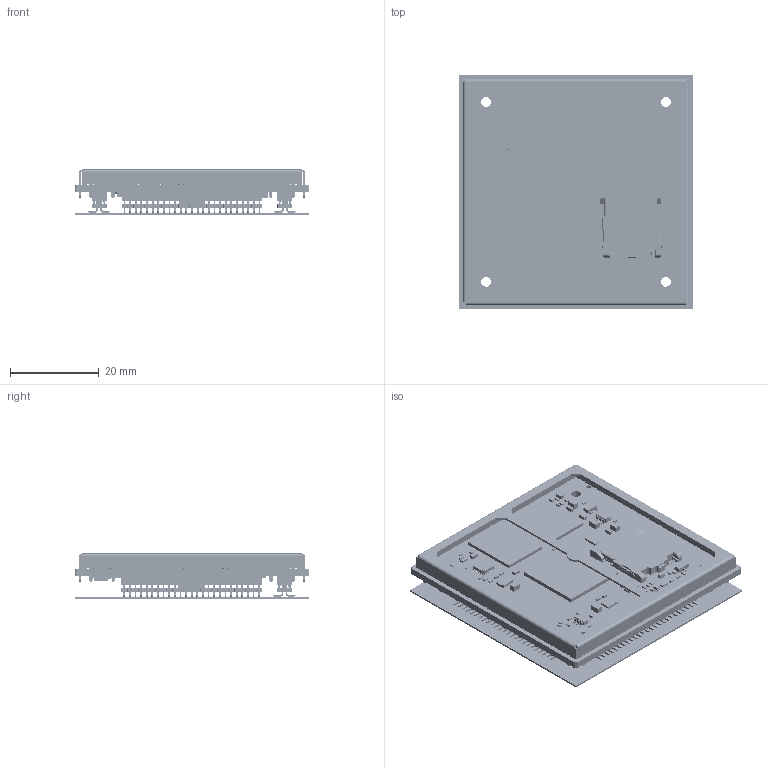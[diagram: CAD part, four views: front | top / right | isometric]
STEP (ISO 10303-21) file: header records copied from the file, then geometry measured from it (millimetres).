
FILE_DESCRIPTION(('Open CASCADE Model'),'2;1');
FILE_NAME('Open CASCADE Shape Model','2014-07-02T20:03:30',('Author'),( 'Open CASCADE'),'Open CASCADE STEP processor 6.2','Open CASCADE 6.2' ,'Unknown');
FILE_SCHEMA(('AUTOMOTIVE_DESIGN { 1 0 10303 214 1 1 1 1 }'));
Length unit declared in the file: millimetre
Products named in the file (485): PCB; Board; Acqua; AcquA5; U14; 649014000; Extruded; 649014128; 649014256; 649014512; 649014768; R38; 649007856; 649007600; 649008112; C85; 649010672; 649010800; 649010928; C52; 649016560; 649016688; 649016944; U11; 649024496; 649024624; 600688008; Cylinder; 649021808; U9; 600688128; R37; R36; 649008880; 649009008; R18; R17; C44; 649010160; 649010288 ...
Assembly tree (3026 placements, depth 6):
  PCB
    Board
    Acqua
      AcquA5
        Board
        U14
          649014000
            Extruded
          649014128  x3
            Extruded
          649014256
            Extruded
          649014512  x3
            Extruded
          649014768
            Extruded
        R38
          649007856  x2
            Extruded
          649007600  x2
            Extruded
          649008112
            Extruded
        C85
          649010672  x2
            Extruded
          649010800
            Extruded
          649010928  x2
            Extruded
        C52
          649016560
            Extruded
          649016688
            Extruded
          649016944
            Extruded
        U11
          649024496  x6
            Extruded
          649024624  x6
            Extruded
          600688008
            Cylinder
          649021808
            Extruded
        U9
          649021808
            Extruded
          600688128
            Cylinder
          649024496  x5
            Extruded
          649024624  x5
            Extruded
        R37
          649007856  x2
            Extruded
          649007600  x2
            Extruded
Bounding box: 53 x 53 x 10.16 mm (x, y, z)
Volume: 8517.4 mm3; surface area: 25153 mm2
Topology: 2888 solids, 2888 shells, 26897 faces, 63193 edges, 41099 vertices
Faces by surface type: plane 21725, cylinder 4058, bspline 602, sphere 492, revolution 16, cone 4
Full cylindrical faces by diameter (mm): 0.2 x3, 0.3 x1, 0.4 x4, 0.6 x1, 1.1 x6, 2.2 x4, 3.2 x4, 3.4 x3
Entity records: 189338 total; most frequent: CARTESIAN_POINT 35081, DIRECTION 27361, LINE 14639, VECTOR 14639, ORIENTED_EDGE 11868, PCURVE 11868, DEFINITIONAL_REPRESENTATION 11868, AXIS2_PLACEMENT_3D 6156
